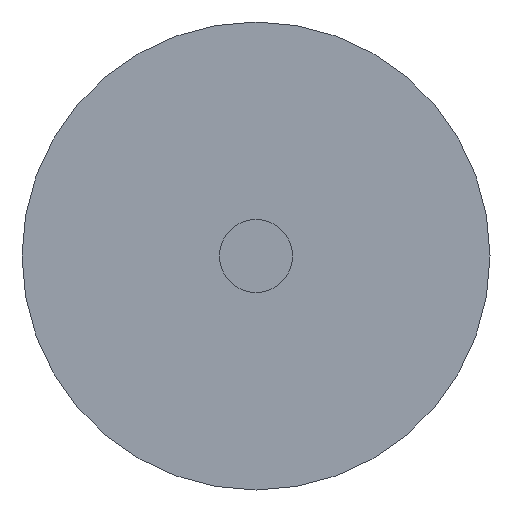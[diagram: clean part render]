
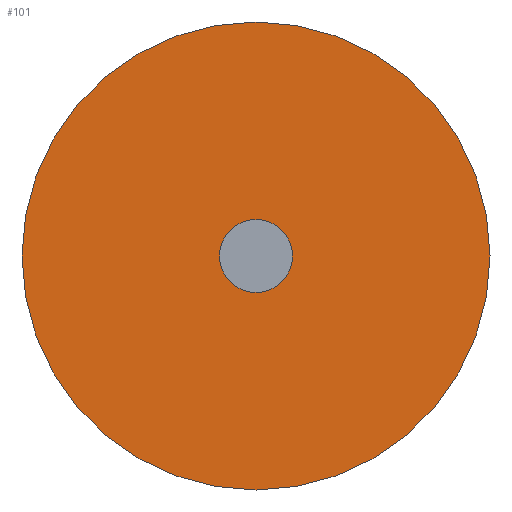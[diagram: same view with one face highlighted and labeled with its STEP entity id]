
A CAD part, front view. The second image highlights one B-rep face of the part: STEP entity #101.
In plain terms, the highlighted planar face has unit normal (0, -1, 0).
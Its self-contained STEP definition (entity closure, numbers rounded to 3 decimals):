
#43 = VERTEX_POINT ( 'NONE', #136 ) ;
#45 = EDGE_CURVE ( 'NONE', #68, #43, #178, .T. ) ;
#50 = EDGE_CURVE ( 'NONE', #51, #52, #121, .T. ) ;
#51 = VERTEX_POINT ( 'NONE', #138 ) ;
#52 = VERTEX_POINT ( 'NONE', #139 ) ;
#68 = VERTEX_POINT ( 'NONE', #231 ) ;
#94 = ORIENTED_EDGE ( 'NONE', *, *, #45, .F. ) ;
#95 = EDGE_CURVE ( 'NONE', #43, #68, #273, .T. ) ;
#97 = EDGE_LOOP ( 'NONE', ( #108, #143 ) ) ;
#98 = EDGE_LOOP ( 'NONE', ( #103, #94 ) ) ;
#101 = ADVANCED_FACE ( 'NONE', ( #357, #356 ), #192, .T. ) ;
#103 = ORIENTED_EDGE ( 'NONE', *, *, #95, .F. ) ;
#108 = ORIENTED_EDGE ( 'NONE', *, *, #109, .T. ) ;
#109 = EDGE_CURVE ( 'NONE', #52, #51, #249, .T. ) ;
#114 = DIRECTION ( 'NONE',  ( 0., 0., -1. ) ) ;
#115 = DIRECTION ( 'NONE',  ( 0., 1., 0. ) ) ;
#121 = CIRCLE ( 'NONE', #127, 6. ) ;
#123 = DIRECTION ( 'NONE',  ( 0., 0., -1. ) ) ;
#124 = DIRECTION ( 'NONE',  ( 0., 1., 0. ) ) ;
#125 = CARTESIAN_POINT ( 'NONE',  ( 0., 37., 0. ) ) ;
#126 = AXIS2_PLACEMENT_3D ( 'NONE', #125, #124, #123 ) ;
#127 = AXIS2_PLACEMENT_3D ( 'NONE', #137, #115, #114 ) ;
#136 = CARTESIAN_POINT ( 'NONE',  ( 0., 37., -38.5 ) ) ;
#137 = CARTESIAN_POINT ( 'NONE',  ( 0., 37., 0. ) ) ;
#138 = CARTESIAN_POINT ( 'NONE',  ( 0., 37., 6. ) ) ;
#139 = CARTESIAN_POINT ( 'NONE',  ( 0., 37., -6. ) ) ;
#143 = ORIENTED_EDGE ( 'NONE', *, *, #50, .T. ) ;
#178 = CIRCLE ( 'NONE', #126, 38.5 ) ;
#192 = PLANE ( 'NONE',  #266 ) ;
#231 = CARTESIAN_POINT ( 'NONE',  ( 0., 37., 38.5 ) ) ;
#245 = DIRECTION ( 'NONE',  ( 0., 0., -1. ) ) ;
#246 = DIRECTION ( 'NONE',  ( 0., 1., 0. ) ) ;
#247 = CARTESIAN_POINT ( 'NONE',  ( 0., 37., 0. ) ) ;
#248 = AXIS2_PLACEMENT_3D ( 'NONE', #247, #246, #245 ) ;
#249 = CIRCLE ( 'NONE', #248, 6. ) ;
#266 = AXIS2_PLACEMENT_3D ( 'NONE', #352, #315, #314 ) ;
#273 = CIRCLE ( 'NONE', #351, 38.5 ) ;
#314 = DIRECTION ( 'NONE',  ( 0., 0., -1. ) ) ;
#315 = DIRECTION ( 'NONE',  ( 0., -1., 0. ) ) ;
#348 = DIRECTION ( 'NONE',  ( 0., 0., -1. ) ) ;
#349 = DIRECTION ( 'NONE',  ( 0., 1., 0. ) ) ;
#350 = CARTESIAN_POINT ( 'NONE',  ( 0., 37., 0. ) ) ;
#351 = AXIS2_PLACEMENT_3D ( 'NONE', #350, #349, #348 ) ;
#352 = CARTESIAN_POINT ( 'NONE',  ( 6., 37., 0. ) ) ;
#356 = FACE_BOUND ( 'NONE', #97, .T. ) ;
#357 = FACE_OUTER_BOUND ( 'NONE', #98, .T. ) ;
